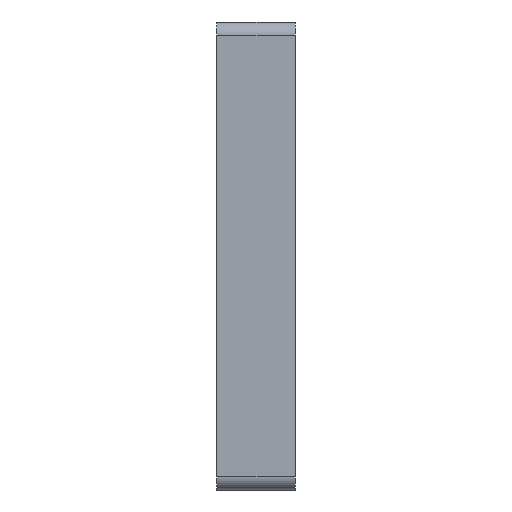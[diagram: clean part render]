
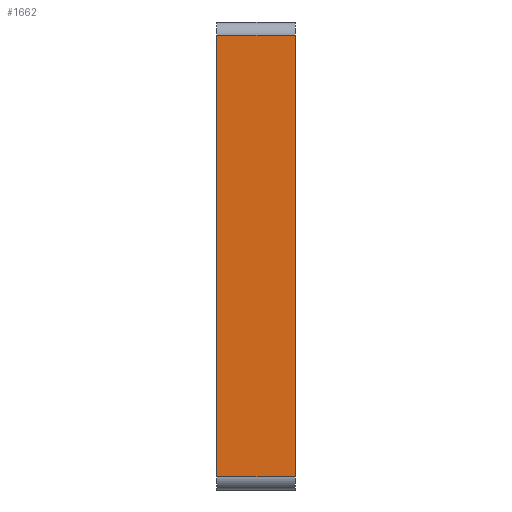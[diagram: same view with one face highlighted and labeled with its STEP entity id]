
A CAD part, left-side view. The second image highlights one B-rep face of the part: STEP entity #1662.
In plain terms, the highlighted planar face has unit normal (-1, 0, 0).
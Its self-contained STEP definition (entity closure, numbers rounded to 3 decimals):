
#695=CARTESIAN_POINT('',(-331.25,-3.0,169.5));
#696=VERTEX_POINT('',#695);
#704=CARTESIAN_POINT('',(-331.25,-3.0,-169.5));
#705=VERTEX_POINT('',#704);
#706=CARTESIAN_POINT('',(-331.25,-3.0,169.5));
#707=DIRECTION('',(0.0,0.0,-1.0));
#708=VECTOR('',#707,339.);
#709=LINE('',#706,#708);
#710=EDGE_CURVE('',#696,#705,#709,.T.);
#1027=CARTESIAN_POINT('',(-331.25,57.0,-169.5));
#1028=VERTEX_POINT('',#1027);
#1036=CARTESIAN_POINT('',(-331.25,57.0,169.5));
#1037=VERTEX_POINT('',#1036);
#1038=CARTESIAN_POINT('',(-331.25,57.0,-169.5));
#1039=DIRECTION('',(0.0,0.0,1.0));
#1040=VECTOR('',#1039,339.);
#1041=LINE('',#1038,#1040);
#1042=EDGE_CURVE('',#1028,#1037,#1041,.T.);
#1637=CARTESIAN_POINT('',(-331.25,-3.0,-169.5));
#1638=DIRECTION('',(0.0,1.0,0.0));
#1639=VECTOR('',#1638,60.0);
#1640=LINE('',#1637,#1639);
#1641=EDGE_CURVE('',#705,#1028,#1640,.T.);
#1646=CARTESIAN_POINT('',(-331.25,0.0,-179.5));
#1647=DIRECTION('',(-1.0,0.0,0.0));
#1648=DIRECTION('',(0.0,0.0,1.0));
#1649=AXIS2_PLACEMENT_3D('',#1646,#1647,#1648);
#1650=PLANE('',#1649);
#1651=ORIENTED_EDGE('',*,*,#1641,.F.);
#1652=ORIENTED_EDGE('',*,*,#710,.F.);
#1653=CARTESIAN_POINT('',(-331.25,57.0,169.5));
#1654=DIRECTION('',(0.0,-1.0,0.0));
#1655=VECTOR('',#1654,60.0);
#1656=LINE('',#1653,#1655);
#1657=EDGE_CURVE('',#1037,#696,#1656,.T.);
#1658=ORIENTED_EDGE('',*,*,#1657,.F.);
#1659=ORIENTED_EDGE('',*,*,#1042,.F.);
#1660=EDGE_LOOP('',(#1651,#1652,#1658,#1659));
#1661=FACE_OUTER_BOUND('',#1660,.T.);
#1662=ADVANCED_FACE('',(#1661),#1650,.T.);
